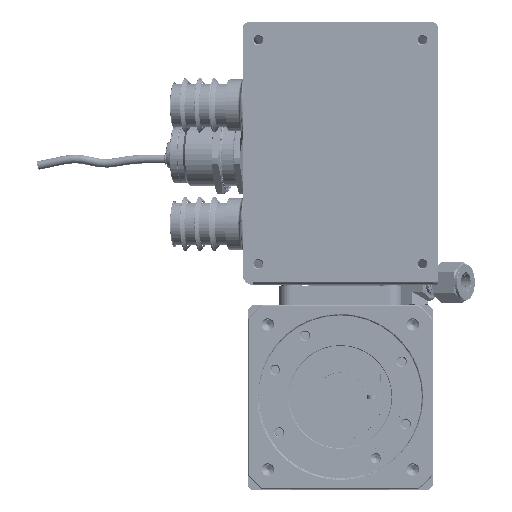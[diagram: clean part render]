
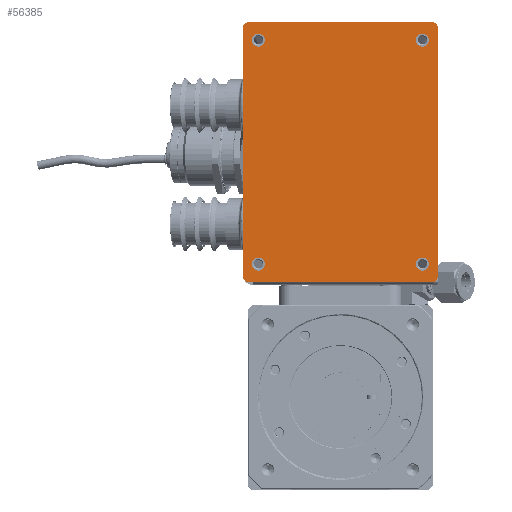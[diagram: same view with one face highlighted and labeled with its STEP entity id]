
A CAD part, top view. The second image highlights one B-rep face of the part: STEP entity #56385.
In plain terms, the highlighted planar face has unit normal (0, 0, 1).
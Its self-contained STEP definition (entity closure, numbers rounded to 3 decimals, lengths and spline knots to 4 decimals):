
#2587=FACE_BOUND('',#16030,.T.);
#2588=FACE_BOUND('',#16031,.T.);
#2589=FACE_BOUND('',#16032,.T.);
#2590=FACE_BOUND('',#16033,.T.);
#4893=LINE('',#102305,#8418);
#4897=LINE('',#102314,#8422);
#4899=LINE('',#102319,#8424);
#4905=LINE('',#102332,#8430);
#8418=VECTOR('',#74113,3.5);
#8422=VECTOR('',#74119,4.75);
#8424=VECTOR('',#74123,3.5);
#8430=VECTOR('',#74131,4.75);
#12667=FACE_OUTER_BOUND('',#16029,.T.);
#16029=EDGE_LOOP('',(#42960,#42961,#42962,#42963,#42964,#42965,#42966,#42967));
#16030=EDGE_LOOP('',(#42968));
#16031=EDGE_LOOP('',(#42969));
#16032=EDGE_LOOP('',(#42970));
#16033=EDGE_LOOP('',(#42971));
#19513=CIRCLE('',#61895,0.125);
#19514=CIRCLE('',#61896,0.125);
#19515=CIRCLE('',#61897,0.125);
#19516=CIRCLE('',#61898,0.125);
#19517=CIRCLE('',#61899,0.125);
#19518=CIRCLE('',#61900,0.125);
#19519=CIRCLE('',#61901,0.125);
#19520=CIRCLE('',#61902,0.125);
#23413=VERTEX_POINT('',#102302);
#23414=VERTEX_POINT('',#102304);
#23417=VERTEX_POINT('',#102311);
#23418=VERTEX_POINT('',#102313);
#23419=VERTEX_POINT('',#102317);
#23420=VERTEX_POINT('',#102318);
#23425=VERTEX_POINT('',#102329);
#23426=VERTEX_POINT('',#102331);
#23431=VERTEX_POINT('',#102352);
#23432=VERTEX_POINT('',#102354);
#23433=VERTEX_POINT('',#102356);
#23434=VERTEX_POINT('',#102358);
#30267=EDGE_CURVE('',#23413,#23414,#4893,.T.);
#30271=EDGE_CURVE('',#23417,#23418,#4897,.T.);
#30273=EDGE_CURVE('',#23419,#23420,#4899,.T.);
#30279=EDGE_CURVE('',#23425,#23426,#4905,.T.);
#30289=EDGE_CURVE('',#23425,#23420,#19513,.T.);
#30290=EDGE_CURVE('',#23419,#23418,#19514,.T.);
#30291=EDGE_CURVE('',#23417,#23414,#19515,.T.);
#30292=EDGE_CURVE('',#23413,#23426,#19516,.T.);
#30293=EDGE_CURVE('',#23431,#23431,#19517,.T.);
#30294=EDGE_CURVE('',#23432,#23432,#19518,.T.);
#30295=EDGE_CURVE('',#23433,#23433,#19519,.T.);
#30296=EDGE_CURVE('',#23434,#23434,#19520,.T.);
#42960=ORIENTED_EDGE('',*,*,#30279,.F.);
#42961=ORIENTED_EDGE('',*,*,#30289,.T.);
#42962=ORIENTED_EDGE('',*,*,#30273,.F.);
#42963=ORIENTED_EDGE('',*,*,#30290,.T.);
#42964=ORIENTED_EDGE('',*,*,#30271,.F.);
#42965=ORIENTED_EDGE('',*,*,#30291,.T.);
#42966=ORIENTED_EDGE('',*,*,#30267,.F.);
#42967=ORIENTED_EDGE('',*,*,#30292,.T.);
#42968=ORIENTED_EDGE('',*,*,#30293,.T.);
#42969=ORIENTED_EDGE('',*,*,#30294,.T.);
#42970=ORIENTED_EDGE('',*,*,#30295,.T.);
#42971=ORIENTED_EDGE('',*,*,#30296,.T.);
#50752=PLANE('',#61894);
#56385=ADVANCED_FACE('',(#12667,#2587,#2588,#2589,#2590),#50752,.T.);
#61894=AXIS2_PLACEMENT_3D('',#102347,#74151,#74152);
#61895=AXIS2_PLACEMENT_3D('',#102348,#74153,#74154);
#61896=AXIS2_PLACEMENT_3D('',#102349,#74155,#74156);
#61897=AXIS2_PLACEMENT_3D('',#102350,#74157,#74158);
#61898=AXIS2_PLACEMENT_3D('',#102351,#74159,#74160);
#61899=AXIS2_PLACEMENT_3D('',#102353,#74161,#74162);
#61900=AXIS2_PLACEMENT_3D('',#102355,#74163,#74164);
#61901=AXIS2_PLACEMENT_3D('',#102357,#74165,#74166);
#61902=AXIS2_PLACEMENT_3D('',#102359,#74167,#74168);
#74113=DIRECTION('',(1.,0.,0.));
#74119=DIRECTION('',(0.,-1.,0.));
#74123=DIRECTION('',(-1.,0.,0.));
#74131=DIRECTION('',(0.,1.,0.));
#74151=DIRECTION('center_axis',(0.,0.,
1.));
#74152=DIRECTION('ref_axis',(1.,0.,0.));
#74153=DIRECTION('center_axis',(0.,0.,
1.));
#74154=DIRECTION('ref_axis',(0.,1.,0.));
#74155=DIRECTION('center_axis',(0.,0.,
1.));
#74156=DIRECTION('ref_axis',(0.,1.,0.));
#74157=DIRECTION('center_axis',(0.,0.,
1.));
#74158=DIRECTION('ref_axis',(0.,1.,0.));
#74159=DIRECTION('center_axis',(0.,0.,
1.));
#74160=DIRECTION('ref_axis',(0.,1.,0.));
#74161=DIRECTION('center_axis',(0.,0.,
-1.));
#74162=DIRECTION('ref_axis',(0.,-1.,0.));
#74163=DIRECTION('center_axis',(0.,0.,
-1.));
#74164=DIRECTION('ref_axis',(0.,-1.,0.));
#74165=DIRECTION('center_axis',(0.,0.,
-1.));
#74166=DIRECTION('ref_axis',(0.,-1.,0.));
#74167=DIRECTION('center_axis',(0.,0.,
-1.));
#74168=DIRECTION('ref_axis',(0.,-1.,0.));
#102302=CARTESIAN_POINT('',(-1.2153,5.361,10.7827));
#102304=CARTESIAN_POINT('',(2.2847,5.361,10.7827));
#102305=CARTESIAN_POINT('',(-1.2153,5.361,10.7827));
#102311=CARTESIAN_POINT('',(2.4097,5.236,10.7827));
#102313=CARTESIAN_POINT('',(2.4097,0.486,10.7827));
#102314=CARTESIAN_POINT('',(2.4097,5.236,10.7827));
#102317=CARTESIAN_POINT('',(2.2847,0.361,10.7827));
#102318=CARTESIAN_POINT('',(-1.2153,0.361,10.7827));
#102319=CARTESIAN_POINT('',(2.2847,0.361,10.7827));
#102329=CARTESIAN_POINT('',(-1.3403,0.486,10.7827));
#102331=CARTESIAN_POINT('',(-1.3403,5.236,10.7827));
#102332=CARTESIAN_POINT('',(-1.3403,0.486,10.7827));
#102347=CARTESIAN_POINT('Origin',(2.4097,5.361,10.7827));
#102348=CARTESIAN_POINT('Origin',(-1.2153,0.486,10.7827));
#102349=CARTESIAN_POINT('Origin',(2.2847,0.486,10.7827));
#102350=CARTESIAN_POINT('Origin',(2.2847,5.236,10.7827));
#102351=CARTESIAN_POINT('Origin',(-1.2153,5.236,10.7827));
#102352=CARTESIAN_POINT('',(-1.0403,0.836,10.7827));
#102353=CARTESIAN_POINT('Origin',(-1.0403,0.711,10.7827));
#102354=CARTESIAN_POINT('',(2.1097,5.136,10.7827));
#102355=CARTESIAN_POINT('Origin',(2.1097,5.011,10.7827));
#102356=CARTESIAN_POINT('',(2.1097,0.836,10.7827));
#102357=CARTESIAN_POINT('Origin',(2.1097,0.711,10.7827));
#102358=CARTESIAN_POINT('',(-1.0403,5.136,10.7827));
#102359=CARTESIAN_POINT('Origin',(-1.0403,5.011,10.7827));
